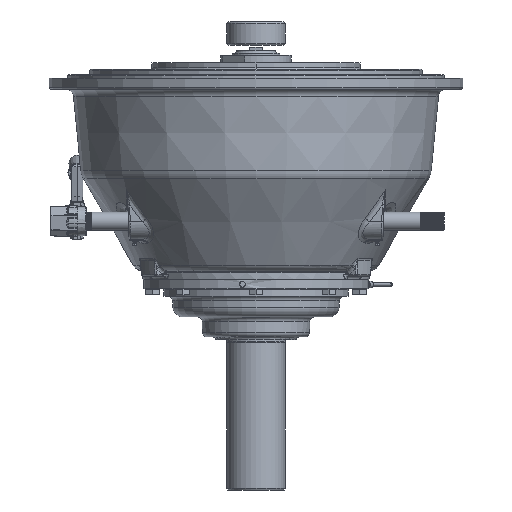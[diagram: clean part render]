
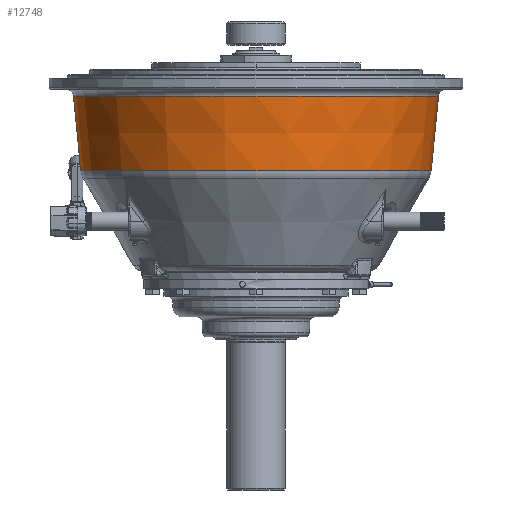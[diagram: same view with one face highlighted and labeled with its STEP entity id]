
A CAD part, front view. The second image highlights one B-rep face of the part: STEP entity #12748.
In plain terms, the highlighted conical face has half-angle 5.631 degrees and reference radius 301.583 mm.
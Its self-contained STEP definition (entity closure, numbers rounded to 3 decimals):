
#726 = AXIS2_PLACEMENT_3D ( 'NONE', #84565, #84600, #84618 ) ;
#12748 = ADVANCED_FACE ( 'NONE', ( #61038 ), #61011, .T. ) ;
#28528 = EDGE_CURVE ( 'NONE', #61510, #61640, #35557, .T. ) ;
#28718 = EDGE_CURVE ( 'NONE', #61490, #61677, #93265, .T. ) ;
#28723 = EDGE_CURVE ( 'NONE', #61510, #61490, #93273, .T. ) ;
#28749 = EDGE_CURVE ( 'NONE', #61640, #61677, #93333, .T. ) ;
#35557 = CIRCLE ( 'NONE', #74305, 301.583 ) ;
#43402 = DIRECTION ( 'NONE',  ( 0.098, 0., 0.995 ) ) ;
#43450 = CARTESIAN_POINT ( 'NONE',  ( 301.583, 0., -158.888 ) ) ;
#60205 = ORIENTED_EDGE ( 'NONE', *, *, #28749, .T. ) ;
#60286 = ORIENTED_EDGE ( 'NONE', *, *, #28723, .F. ) ;
#60294 = ORIENTED_EDGE ( 'NONE', *, *, #28528, .T. ) ;
#60415 = ORIENTED_EDGE ( 'NONE', *, *, #28718, .F. ) ;
#61011 = CONICAL_SURFACE ( 'NONE', #726, 301.583, 0.098 ) ;
#61038 = FACE_OUTER_BOUND ( 'NONE', #95092, .T. ) ;
#61490 = VERTEX_POINT ( 'NONE', #97175 ) ;
#61510 = VERTEX_POINT ( 'NONE', #97137 ) ;
#61640 = VERTEX_POINT ( 'NONE', #96927 ) ;
#61677 = VERTEX_POINT ( 'NONE', #96866 ) ;
#62282 = DIRECTION ( 'NONE',  ( -0.098, 0., 0.995 ) ) ;
#62283 = CARTESIAN_POINT ( 'NONE',  ( -301.583, 0., -158.888 ) ) ;
#62336 = DIRECTION ( 'NONE',  ( 1., 0., 0. ) ) ;
#62337 = DIRECTION ( 'NONE',  ( 0., 0., 1. ) ) ;
#62359 = CARTESIAN_POINT ( 'NONE',  ( 0., 0., -30.773 ) ) ;
#74172 = AXIS2_PLACEMENT_3D ( 'NONE', #62359, #62337, #62336 ) ;
#74305 = AXIS2_PLACEMENT_3D ( 'NONE', #86586, #87467, #86778 ) ;
#84565 = CARTESIAN_POINT ( 'NONE',  ( 0., 0., -158.888 ) ) ;
#84600 = DIRECTION ( 'NONE',  ( 0., 0., 1. ) ) ;
#84618 = DIRECTION ( 'NONE',  ( 1., 0., 0. ) ) ;
#86586 = CARTESIAN_POINT ( 'NONE',  ( 0., 0., -158.888 ) ) ;
#86778 = DIRECTION ( 'NONE',  ( 1., 0., 0. ) ) ;
#87467 = DIRECTION ( 'NONE',  ( 0., 0., 1. ) ) ;
#93265 = CIRCLE ( 'NONE', #74172, 314.216 ) ;
#93273 = LINE ( 'NONE', #62283, #93275 ) ;
#93275 = VECTOR ( 'NONE', #62282, 1000. ) ;
#93333 = LINE ( 'NONE', #43450, #93335 ) ;
#93335 = VECTOR ( 'NONE', #43402, 1000. ) ;
#95092 = EDGE_LOOP ( 'NONE', ( #60286, #60294, #60205, #60415 ) ) ;
#96866 = CARTESIAN_POINT ( 'NONE',  ( 314.216, 0., -30.773 ) ) ;
#96927 = CARTESIAN_POINT ( 'NONE',  ( 301.583, 0., -158.888 ) ) ;
#97137 = CARTESIAN_POINT ( 'NONE',  ( -301.583, 0., -158.888 ) ) ;
#97175 = CARTESIAN_POINT ( 'NONE',  ( -314.216, 0., -30.773 ) ) ;
